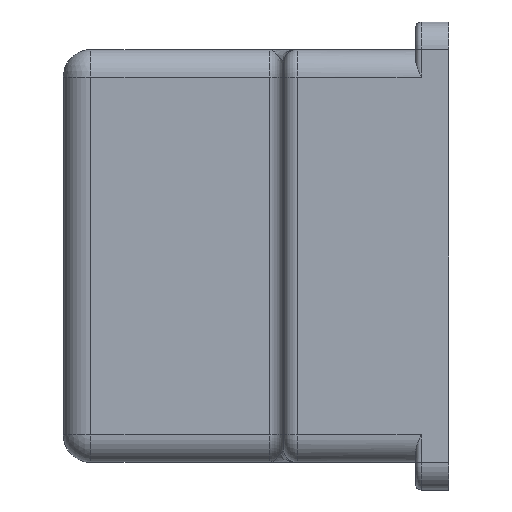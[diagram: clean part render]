
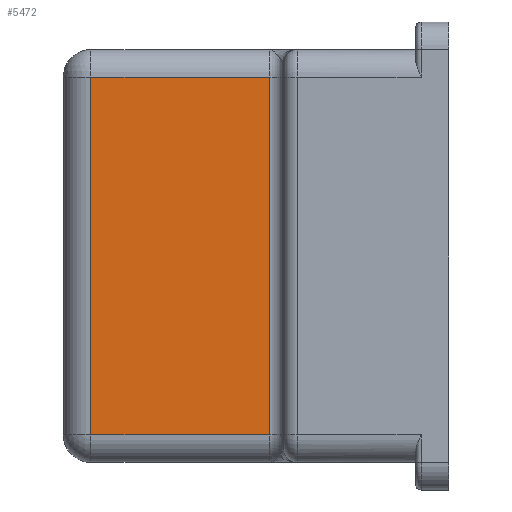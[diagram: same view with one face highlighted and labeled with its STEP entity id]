
A CAD part, left-side view. The second image highlights one B-rep face of the part: STEP entity #5472.
In plain terms, the highlighted planar face has unit normal (-1, 0, 0).
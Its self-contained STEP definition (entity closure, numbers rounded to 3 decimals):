
#114 = CARTESIAN_POINT ( 'NONE',  ( -6., 6., -6.5 ) ) ;
#166 = CARTESIAN_POINT ( 'NONE',  ( -6., 13., 6.5 ) ) ;
#237 = VERTEX_POINT ( 'NONE', #166 ) ;
#244 = LINE ( 'NONE', #340, #1260 ) ;
#340 = CARTESIAN_POINT ( 'NONE',  ( -6., 13., 8.5 ) ) ;
#417 = DIRECTION ( 'NONE',  ( 0., 0., -1. ) ) ;
#425 = DIRECTION ( 'NONE',  ( 1., 0., 0. ) ) ;
#433 = CARTESIAN_POINT ( 'NONE',  ( -6., 6., 8.5 ) ) ;
#509 = DIRECTION ( 'NONE',  ( 0., 0., 1. ) ) ;
#513 = PLANE ( 'NONE',  #3288 ) ;
#625 = ORIENTED_EDGE ( 'NONE', *, *, #1240, .F. ) ;
#1145 = EDGE_CURVE ( 'NONE', #2854, #4072, #3048, .T. ) ;
#1192 = EDGE_CURVE ( 'NONE', #237, #4072, #5128, .T. ) ;
#1235 = CARTESIAN_POINT ( 'NONE',  ( -6., 6.5, 8.5 ) ) ;
#1240 = EDGE_CURVE ( 'NONE', #2854, #5279, #4485, .T. ) ;
#1260 = VECTOR ( 'NONE', #509, 1000. ) ;
#2129 = CARTESIAN_POINT ( 'NONE',  ( -6., 13., -6.5 ) ) ;
#2286 = ORIENTED_EDGE ( 'NONE', *, *, #1145, .T. ) ;
#2362 = DIRECTION ( 'NONE',  ( 0., 0., 1. ) ) ;
#2429 = VECTOR ( 'NONE', #5106, 1000. ) ;
#2854 = VERTEX_POINT ( 'NONE', #5252 ) ;
#2978 = EDGE_CURVE ( 'NONE', #5279, #237, #244, .T. ) ;
#3048 = LINE ( 'NONE', #1235, #3978 ) ;
#3288 = AXIS2_PLACEMENT_3D ( 'NONE', #433, #425, #417 ) ;
#3609 = ORIENTED_EDGE ( 'NONE', *, *, #1192, .F. ) ;
#3978 = VECTOR ( 'NONE', #2362, 1000. ) ;
#4072 = VERTEX_POINT ( 'NONE', #5576 ) ;
#4378 = DIRECTION ( 'NONE',  ( 0., 1., 0. ) ) ;
#4380 = FACE_OUTER_BOUND ( 'NONE', #5392, .T. ) ;
#4419 = VECTOR ( 'NONE', #4378, 1000. ) ;
#4485 = LINE ( 'NONE', #114, #4419 ) ;
#4858 = ORIENTED_EDGE ( 'NONE', *, *, #2978, .F. ) ;
#5106 = DIRECTION ( 'NONE',  ( 0., -1., 0. ) ) ;
#5118 = CARTESIAN_POINT ( 'NONE',  ( -6., 6., 6.5 ) ) ;
#5128 = LINE ( 'NONE', #5118, #2429 ) ;
#5252 = CARTESIAN_POINT ( 'NONE',  ( -6., 6.5, -6.5 ) ) ;
#5279 = VERTEX_POINT ( 'NONE', #2129 ) ;
#5392 = EDGE_LOOP ( 'NONE', ( #3609, #4858, #625, #2286 ) ) ;
#5472 = ADVANCED_FACE ( 'NONE', ( #4380 ), #513, .F. ) ;
#5576 = CARTESIAN_POINT ( 'NONE',  ( -6., 6.5, 6.5 ) ) ;
